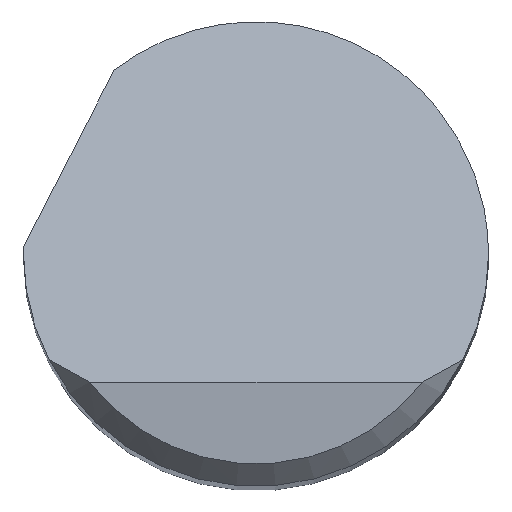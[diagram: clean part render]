
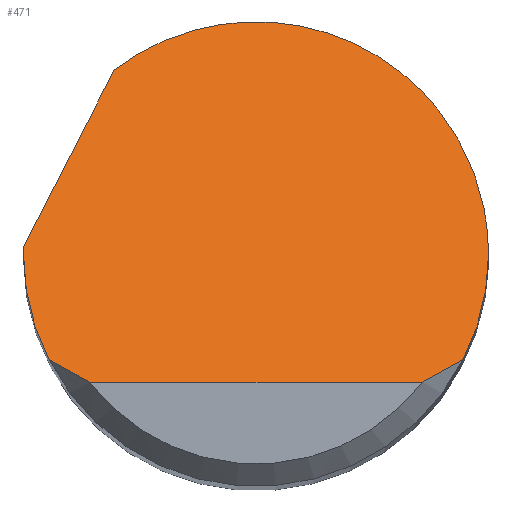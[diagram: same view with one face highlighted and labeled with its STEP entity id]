
A CAD part, top view. The second image highlights one B-rep face of the part: STEP entity #471.
In plain terms, the highlighted planar face has unit normal (0, 0.707, 0.707).
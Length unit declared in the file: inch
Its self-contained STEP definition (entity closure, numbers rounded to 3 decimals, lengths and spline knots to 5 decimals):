
#2 = EDGE_CURVE ( 'NONE', #213, #608, #294, .T. ) ;
#6 =( BOUNDED_CURVE ( )  B_SPLINE_CURVE ( 3, ( #557, #597, #385, #330 ),
 .UNSPECIFIED., .F., .T. ) 
 B_SPLINE_CURVE_WITH_KNOTS ( ( 4, 4 ),
 ( 1.5708, 2.04429 ),
 .UNSPECIFIED. ) 
 CURVE ( )  GEOMETRIC_REPRESENTATION_ITEM ( )  RATIONAL_B_SPLINE_CURVE ( ( 1., 0.981, 0.981, 1. ) ) 
 REPRESENTATION_ITEM ( '' )  );
#33 = VECTOR ( 'NONE', #108, 39.37008 ) ;
#55 = CARTESIAN_POINT ( 'NONE',  ( 0.11186, -0.08625, 2.5 ) ) ;
#56 = CARTESIAN_POINT ( 'NONE',  ( -0.15625, 0.00167, 2.41208 ) ) ;
#57 = CARTESIAN_POINT ( 'NONE',  ( -0.15617, 0.005, 2.40875 ) ) ;
#70 = CARTESIAN_POINT ( 'NONE',  ( -0.11186, -0.08625, 2.5 ) ) ;
#82 = ORIENTED_EDGE ( 'NONE', *, *, #315, .F. ) ;
#90 = VERTEX_POINT ( 'NONE', #55 ) ;
#97 = CARTESIAN_POINT ( 'NONE',  ( -0.15625, 0., 2.41375 ) ) ;
#105 = CARTESIAN_POINT ( 'NONE',  ( 0.15625, 0., 2.41375 ) ) ;
#108 = DIRECTION ( 'NONE',  ( 0.341, 0.665, -0.665 ) ) ;
#128 = CARTESIAN_POINT ( 'NONE',  ( -0.09521, 0.12389, 2.28986 ) ) ;
#131 = EDGE_CURVE ( 'NONE', #336, #657, #6, .T. ) ;
#140 = CARTESIAN_POINT ( 'NONE',  ( -0.12131, -0.0816, 2.49535 ) ) ;
#149 = CARTESIAN_POINT ( 'NONE',  ( 0.12131, -0.0816, 2.49535 ) ) ;
#164 =( BOUNDED_CURVE ( )  B_SPLINE_CURVE ( 3, ( #128, #453, #668, #105 ),
 .UNSPECIFIED., .F., .T. ) 
 B_SPLINE_CURVE_WITH_KNOTS ( ( 4, 4 ),
 ( 5.62792, 7.85398 ),
 .UNSPECIFIED. ) 
 CURVE ( )  GEOMETRIC_REPRESENTATION_ITEM ( )  RATIONAL_B_SPLINE_CURVE ( ( 1., 0.628, 0.628, 1. ) ) 
 REPRESENTATION_ITEM ( '' )  );
#180 = VERTEX_POINT ( 'NONE', #70 ) ;
#187 = CARTESIAN_POINT ( 'NONE',  ( -0.13035, -0.07657, 2.49032 ) ) ;
#196 = VECTOR ( 'NONE', #218, 39.37008 ) ;
#199 = CARTESIAN_POINT ( 'NONE',  ( -0.13906, -0.07125, 2.485 ) ) ;
#202 = CARTESIAN_POINT ( 'NONE',  ( 0.15625, 0., 2.41375 ) ) ;
#213 = VERTEX_POINT ( 'NONE', #233 ) ;
#215 = EDGE_CURVE ( 'NONE', #180, #90, #542, .T. ) ;
#218 = DIRECTION ( 'NONE',  ( 1., 0., 0. ) ) ;
#233 = CARTESIAN_POINT ( 'NONE',  ( -0.13906, -0.07125, 2.485 ) ) ;
#244 =( BOUNDED_CURVE ( )  B_SPLINE_CURVE ( 3, ( #540, #56, #544, #57 ),
 .UNSPECIFIED., .F., .T. ) 
 B_SPLINE_CURVE_WITH_KNOTS ( ( 4, 4 ),
 ( 4.71239, 4.74439 ),
 .UNSPECIFIED. ) 
 CURVE ( )  GEOMETRIC_REPRESENTATION_ITEM ( )  RATIONAL_B_SPLINE_CURVE ( ( 1., 1., 1., 1. ) ) 
 REPRESENTATION_ITEM ( '' )  );
#246 = EDGE_CURVE ( 'NONE', #678, #336, #164, .T. ) ;
#250 = B_SPLINE_CURVE_WITH_KNOTS ( 'NONE', 3,
 ( #676, #187, #140, #319 ),
 .UNSPECIFIED., .F., .F.,
 ( 4, 4 ),
 ( 0., 0.00088 ),
 .UNSPECIFIED. ) ;
#258 = AXIS2_PLACEMENT_3D ( 'NONE', #621, #448, #551 ) ;
#270 = ORIENTED_EDGE ( 'NONE', *, *, #246, .F. ) ;
#279 = VERTEX_POINT ( 'NONE', #637 ) ;
#280 = ORIENTED_EDGE ( 'NONE', *, *, #131, .F. ) ;
#294 =( BOUNDED_CURVE ( )  B_SPLINE_CURVE ( 3, ( #199, #520, #674, #580 ),
 .UNSPECIFIED., .F., .T. ) 
 B_SPLINE_CURVE_WITH_KNOTS ( ( 4, 4 ),
 ( 4.23889, 4.71239 ),
 .UNSPECIFIED. ) 
 CURVE ( )  GEOMETRIC_REPRESENTATION_ITEM ( )  RATIONAL_B_SPLINE_CURVE ( ( 1., 0.981, 0.981, 1. ) ) 
 REPRESENTATION_ITEM ( '' )  );
#295 = ORIENTED_EDGE ( 'NONE', *, *, #591, .F. ) ;
#303 = EDGE_CURVE ( 'NONE', #213, #180, #250, .T. ) ;
#314 = CARTESIAN_POINT ( 'NONE',  ( 0.13906, -0.07125, 2.485 ) ) ;
#315 = EDGE_CURVE ( 'NONE', #608, #279, #244, .T. ) ;
#317 = CARTESIAN_POINT ( 'NONE',  ( 0.11186, -0.08625, 2.5 ) ) ;
#319 = CARTESIAN_POINT ( 'NONE',  ( -0.11186, -0.08625, 2.5 ) ) ;
#321 = B_SPLINE_CURVE_WITH_KNOTS ( 'NONE', 3,
 ( #317, #149, #698, #314 ),
 .UNSPECIFIED., .F., .F.,
 ( 4, 4 ),
 ( 0., 0.00088 ),
 .UNSPECIFIED. ) ;
#330 = CARTESIAN_POINT ( 'NONE',  ( 0.13906, -0.07125, 2.485 ) ) ;
#336 = VERTEX_POINT ( 'NONE', #202 ) ;
#354 = LINE ( 'NONE', #635, #33 ) ;
#383 = ORIENTED_EDGE ( 'NONE', *, *, #2, .F. ) ;
#384 = PLANE ( 'NONE',  #258 ) ;
#385 = CARTESIAN_POINT ( 'NONE',  ( 0.15041, -0.04909, 2.46284 ) ) ;
#402 = ORIENTED_EDGE ( 'NONE', *, *, #303, .T. ) ;
#448 = DIRECTION ( 'NONE',  ( 0., -0.707, -0.707 ) ) ;
#453 = CARTESIAN_POINT ( 'NONE',  ( 0.02277, 0.21456, 2.19919 ) ) ;
#470 = CARTESIAN_POINT ( 'NONE',  ( 0.13906, -0.07125, 2.485 ) ) ;
#471 = ADVANCED_FACE ( 'NONE', ( #502 ), #384, .F. ) ;
#492 = CARTESIAN_POINT ( 'NONE',  ( 0., -0.08625, 2.5 ) ) ;
#502 = FACE_OUTER_BOUND ( 'NONE', #660, .T. ) ;
#520 = CARTESIAN_POINT ( 'NONE',  ( -0.15041, -0.04909, 2.46284 ) ) ;
#540 = CARTESIAN_POINT ( 'NONE',  ( -0.15625, 0., 2.41375 ) ) ;
#542 = LINE ( 'NONE', #492, #196 ) ;
#544 = CARTESIAN_POINT ( 'NONE',  ( -0.15622, 0.00333, 2.41042 ) ) ;
#551 = DIRECTION ( 'NONE',  ( 0., 0.707, -0.707 ) ) ;
#557 = CARTESIAN_POINT ( 'NONE',  ( 0.15625, 0., 2.41375 ) ) ;
#580 = CARTESIAN_POINT ( 'NONE',  ( -0.15625, 0., 2.41375 ) ) ;
#591 = EDGE_CURVE ( 'NONE', #279, #678, #354, .T. ) ;
#597 = CARTESIAN_POINT ( 'NONE',  ( 0.15625, -0.02489, 2.43864 ) ) ;
#603 = EDGE_CURVE ( 'NONE', #90, #657, #321, .T. ) ;
#608 = VERTEX_POINT ( 'NONE', #97 ) ;
#619 = ORIENTED_EDGE ( 'NONE', *, *, #215, .T. ) ;
#621 = CARTESIAN_POINT ( 'NONE',  ( -0.15625, -0.08625, 2.5 ) ) ;
#632 = CARTESIAN_POINT ( 'NONE',  ( -0.09521, 0.12389, 2.28986 ) ) ;
#635 = CARTESIAN_POINT ( 'NONE',  ( -0.19753, -0.07567, 2.48942 ) ) ;
#637 = CARTESIAN_POINT ( 'NONE',  ( -0.15617, 0.005, 2.40875 ) ) ;
#643 = ORIENTED_EDGE ( 'NONE', *, *, #603, .T. ) ;
#657 = VERTEX_POINT ( 'NONE', #470 ) ;
#660 = EDGE_LOOP ( 'NONE', ( #619, #643, #280, #270, #295, #82, #383, #402 ) ) ;
#668 = CARTESIAN_POINT ( 'NONE',  ( 0.15625, 0.1488, 2.26495 ) ) ;
#674 = CARTESIAN_POINT ( 'NONE',  ( -0.15625, -0.02489, 2.43864 ) ) ;
#676 = CARTESIAN_POINT ( 'NONE',  ( -0.13906, -0.07125, 2.485 ) ) ;
#678 = VERTEX_POINT ( 'NONE', #632 ) ;
#698 = CARTESIAN_POINT ( 'NONE',  ( 0.13035, -0.07657, 2.49032 ) ) ;
